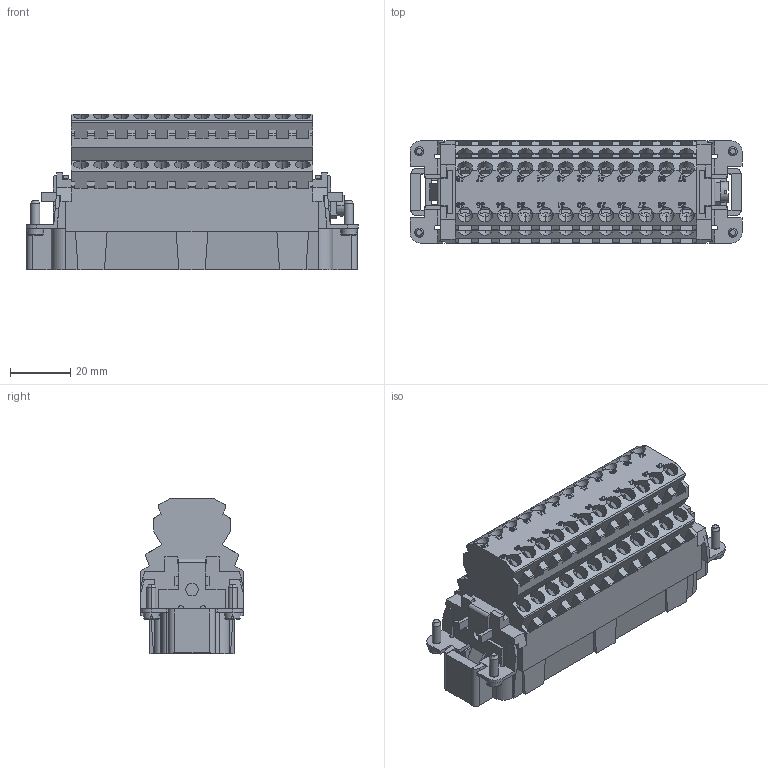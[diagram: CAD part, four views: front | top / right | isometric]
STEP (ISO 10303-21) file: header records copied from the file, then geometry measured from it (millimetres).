
FILE_DESCRIPTION(('Creo Elements/Direct Modeling STEP Export'),'2;1');
FILE_NAME('0lndrr043nk73no3508','2016-07-15T 8:28:29',(''),(''),'PTC Creo Elements/Direct Modeling STEP processor for AP214 (Solid Model)','PTC Creo Elements/Direct Modeling 19.0B 21-Mar-2015 (C) Parametric Technology GmbH','');
FILE_SCHEMA(('AUTOMOTIVE_DESIGN { 1 0 10303 214 1 1 1 1 }'));
Length unit declared in the file: millimetre
Products named in the file (4): PIAST_1; PIAST_2; CORPO; CSSM_24_N
Assembly tree (3 placements, depth 2):
  CSSM_24_N
    CORPO
    PIAST_2
    PIAST_1
Bounding box: 110.4 x 34 x 51.7 mm (x, y, z)
Volume: 95383.2 mm3; surface area: 40465.1 mm2
Topology: 3 solids, 7 shells, 1803 faces, 8916 edges, 7329 vertices
Faces by surface type: plane 1093, cylinder 392, cone 208, torus 58, extrusion 26, bspline 26
Entity records: 130758 total; most frequent: CARTESIAN_POINT 44032, ORIENTED_EDGE 17780, DIRECTION 12087, EDGE_CURVE 8890, VECTOR 7331, VERTEX_POINT 7329, LINE 7305, AXIS2_PLACEMENT_3D 2378
